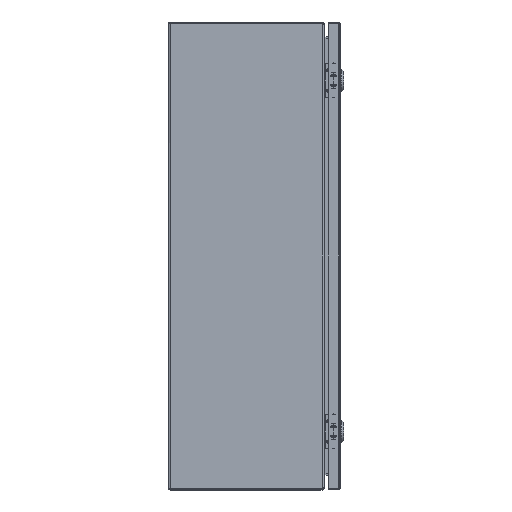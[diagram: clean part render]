
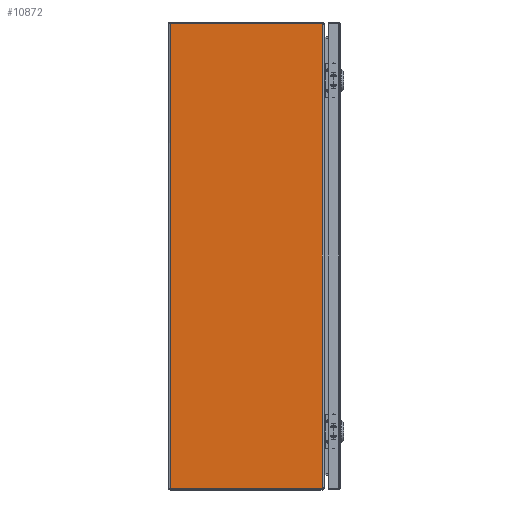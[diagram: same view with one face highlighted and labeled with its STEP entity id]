
A CAD part, left-side view. The second image highlights one B-rep face of the part: STEP entity #10872.
In plain terms, the highlighted planar face has unit normal (-1, 0, 0).
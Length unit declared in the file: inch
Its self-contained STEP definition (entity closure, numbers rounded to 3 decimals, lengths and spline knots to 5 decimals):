
#33 = AXIS2_PLACEMENT_3D ( 'NONE', #9498, #24119, #563 ) ;
#93 = ORIENTED_EDGE ( 'NONE', *, *, #3265, .F. ) ;
#563 = DIRECTION ( 'NONE',  ( 0., 1., 0. ) ) ;
#1623 = DIRECTION ( 'NONE',  ( 1., 0., 0. ) ) ;
#1707 = LINE ( 'NONE', #18374, #2623 ) ;
#1888 = DIRECTION ( 'NONE',  ( 0., 1., 0. ) ) ;
#2459 = CARTESIAN_POINT ( 'NONE',  ( -12., -0.108, -11.92789 ) ) ;
#2623 = VECTOR ( 'NONE', #5853, 39.37008 ) ;
#2970 = VERTEX_POINT ( 'NONE', #10412 ) ;
#3265 = EDGE_CURVE ( 'NONE', #4414, #20675, #6507, .T. ) ;
#3430 = ORIENTED_EDGE ( 'NONE', *, *, #14975, .F. ) ;
#3702 = PLANE ( 'NONE',  #13892 ) ;
#3955 = VERTEX_POINT ( 'NONE', #5645 ) ;
#4414 = VERTEX_POINT ( 'NONE', #10261 ) ;
#5437 = CARTESIAN_POINT ( 'NONE',  ( -12., -7.892, -11.91807 ) ) ;
#5645 = CARTESIAN_POINT ( 'NONE',  ( -12., -0.108, 11.92789 ) ) ;
#5853 = DIRECTION ( 'NONE',  ( 0., 0., 1. ) ) ;
#6275 = VECTOR ( 'NONE', #15325, 39.37008 ) ;
#6464 = EDGE_CURVE ( 'NONE', #2970, #6639, #14713, .T. ) ;
#6473 = DIRECTION ( 'NONE',  ( 1., 0., 0. ) ) ;
#6507 = LINE ( 'NONE', #13260, #6275 ) ;
#6639 = VERTEX_POINT ( 'NONE', #2459 ) ;
#8384 = CIRCLE ( 'NONE', #33, 0.25 ) ;
#8571 = CARTESIAN_POINT ( 'NONE',  ( -12., -7.82264, 11.92789 ) ) ;
#9498 = CARTESIAN_POINT ( 'NONE',  ( -12., -7.82264, 11.67789 ) ) ;
#10261 = CARTESIAN_POINT ( 'NONE',  ( -12., -7.892, 11.91807 ) ) ;
#10412 = CARTESIAN_POINT ( 'NONE',  ( -12., -7.82264, -11.92789 ) ) ;
#10459 = DIRECTION ( 'NONE',  ( 0., -1., 0. ) ) ;
#10561 = CIRCLE ( 'NONE', #11885, 0.25 ) ;
#10872 = ADVANCED_FACE ( 'NONE', ( #16734 ), #3702, .F. ) ;
#11885 = AXIS2_PLACEMENT_3D ( 'NONE', #25353, #6473, #14468 ) ;
#12237 = DIRECTION ( 'NONE',  ( 0., 1., 0. ) ) ;
#13260 = CARTESIAN_POINT ( 'NONE',  ( -12., -7.892, 83.298 ) ) ;
#13416 = VERTEX_POINT ( 'NONE', #8571 ) ;
#13502 = ORIENTED_EDGE ( 'NONE', *, *, #24771, .F. ) ;
#13892 = AXIS2_PLACEMENT_3D ( 'NONE', #20489, #1623, #1888 ) ;
#14468 = DIRECTION ( 'NONE',  ( 0., 1., 0. ) ) ;
#14713 = LINE ( 'NONE', #22856, #15066 ) ;
#14975 = EDGE_CURVE ( 'NONE', #13416, #4414, #8384, .T. ) ;
#15066 = VECTOR ( 'NONE', #12237, 39.37008 ) ;
#15325 = DIRECTION ( 'NONE',  ( 0., 0., -1. ) ) ;
#16734 = FACE_OUTER_BOUND ( 'NONE', #23483, .T. ) ;
#18374 = CARTESIAN_POINT ( 'NONE',  ( -12., -0.108, -11.892 ) ) ;
#18986 = ORIENTED_EDGE ( 'NONE', *, *, #21857, .F. ) ;
#20200 = VECTOR ( 'NONE', #10459, 39.37008 ) ;
#20489 = CARTESIAN_POINT ( 'NONE',  ( -12., -0.072, 83.298 ) ) ;
#20675 = VERTEX_POINT ( 'NONE', #5437 ) ;
#21141 = EDGE_CURVE ( 'NONE', #3955, #13416, #22752, .T. ) ;
#21333 = ORIENTED_EDGE ( 'NONE', *, *, #21141, .F. ) ;
#21857 = EDGE_CURVE ( 'NONE', #6639, #3955, #1707, .T. ) ;
#22752 = LINE ( 'NONE', #27007, #20200 ) ;
#22856 = CARTESIAN_POINT ( 'NONE',  ( -12., -0.072, -11.92789 ) ) ;
#23483 = EDGE_LOOP ( 'NONE', ( #3430, #21333, #18986, #27214, #13502, #93 ) ) ;
#24119 = DIRECTION ( 'NONE',  ( 1., 0., 0. ) ) ;
#24771 = EDGE_CURVE ( 'NONE', #20675, #2970, #10561, .T. ) ;
#25353 = CARTESIAN_POINT ( 'NONE',  ( -12., -7.82264, -11.67789 ) ) ;
#27007 = CARTESIAN_POINT ( 'NONE',  ( -12., -0.072, 11.92789 ) ) ;
#27214 = ORIENTED_EDGE ( 'NONE', *, *, #6464, .F. ) ;
